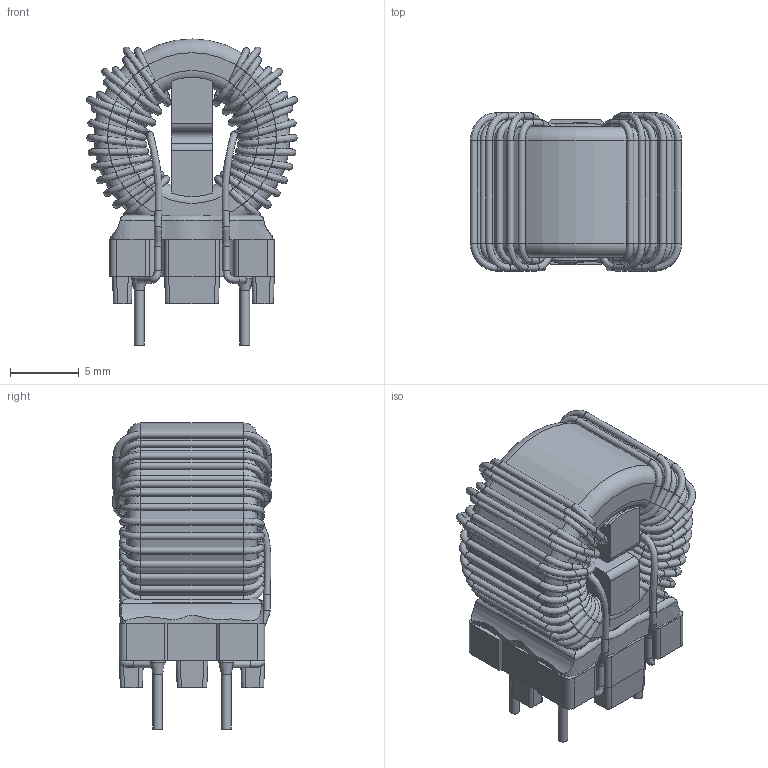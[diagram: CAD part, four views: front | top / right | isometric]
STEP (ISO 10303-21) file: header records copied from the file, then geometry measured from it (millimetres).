
FILE_DESCRIPTION(/* description */ ('Unknown'),/* implementation_level */ '2;1');
FILE_NAME(/* name */ '744822222_S',/* time_stamp */ '2023-06-13T13:27:38+02:00',/* author */ ('Unknown'),/* organization */ ('Unknown'),/* preprocessor_version */ 'ST-DEVELOPER v16.7',/* originating_system */ 'Solid Edge',/* authorisation */ 'Unknown');
FILE_SCHEMA (('AUTOMOTIVE_DESIGN {1 0 10303 214 3 1 1}'));
Length unit declared in the file: millimetre
Products named in the file (6): 744822222_S; Core; Spacer; Solderpoint; Base; Glue
Assembly tree (5 placements, depth 2):
  744822222_S
    Core
    Spacer
    Solderpoint
    Base
    Glue
Bounding box: 15.4 x 11.54 x 22.32 mm (x, y, z)
Volume: 1943.6 mm3; surface area: 3524.2 mm2
Topology: 10 solids, 10 shells, 500 faces, 1118 edges, 643 vertices
Faces by surface type: cylinder 210, bspline 96, plane 96, torus 89, cone 9
Full cylindrical faces by diameter (mm): 0.5 x140, 0.7 x4, 7.7 x1, 14.3 x1
Entity records: 30706 total; most frequent: CARTESIAN_POINT 18337, DIRECTION 1964, ORIENTED_EDGE 1556, AXIS2_PLACEMENT_3D 859, EDGE_LOOP 828, FACE_BOUND 828, EDGE_CURVE 778, VERTEX_POINT 622
